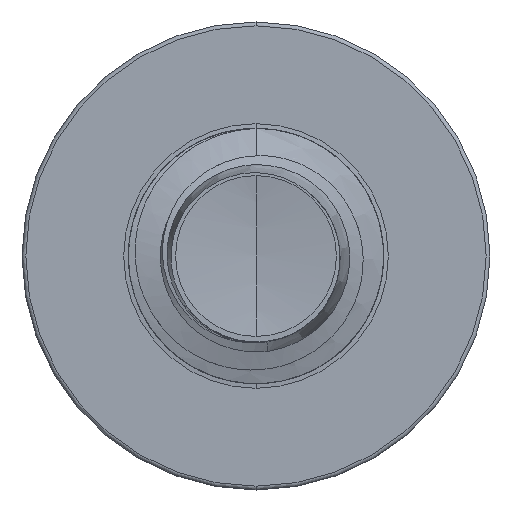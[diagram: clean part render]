
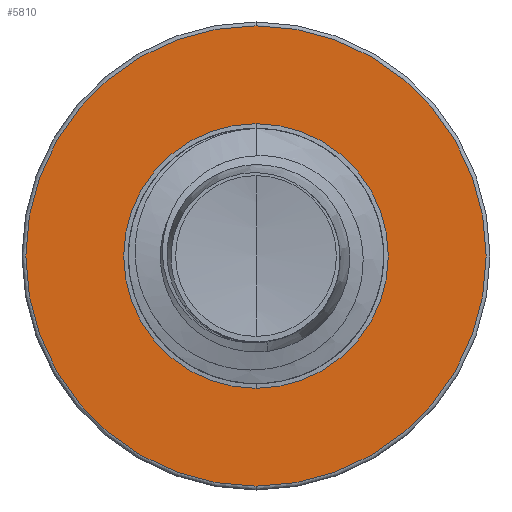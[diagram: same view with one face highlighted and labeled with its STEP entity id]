
A CAD part, front view. The second image highlights one B-rep face of the part: STEP entity #5810.
In plain terms, the highlighted planar face has unit normal (0, -1, 0).
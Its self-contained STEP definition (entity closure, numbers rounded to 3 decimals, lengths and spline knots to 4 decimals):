
#1923 = DIRECTION ( 'NONE',  ( 0., 1., 0. ) ) ;
#2956 = EDGE_CURVE ( 'NONE', #13193, #23709, #10020, .T. ) ;
#3091 = ORIENTED_EDGE ( 'NONE', *, *, #2956, .T. ) ;
#3182 = CARTESIAN_POINT ( 'NONE',  ( 0., 8.5, 0.9332 ) ) ;
#3752 = CARTESIAN_POINT ( 'NONE',  ( 0., 8.5, 0. ) ) ;
#3937 = EDGE_CURVE ( 'NONE', #4738, #27173, #9360, .T. ) ;
#4577 = AXIS2_PLACEMENT_3D ( 'NONE', #24093, #1923, #19246 ) ;
#4580 = CARTESIAN_POINT ( 'NONE',  ( 0., 8.5, 1.623 ) ) ;
#4738 = VERTEX_POINT ( 'NONE', #4580 ) ;
#5810 = ADVANCED_FACE ( 'NONE', ( #7897, #7050 ), #31373, .F. ) ;
#6247 = DIRECTION ( 'NONE',  ( 0., 0., 1. ) ) ;
#7050 = FACE_BOUND ( 'NONE', #19882, .T. ) ;
#7897 = FACE_OUTER_BOUND ( 'NONE', #23301, .T. ) ;
#8694 = DIRECTION ( 'NONE',  ( 0., 1., 0. ) ) ;
#8910 = DIRECTION ( 'NONE',  ( 0., 0., 1. ) ) ;
#8945 = DIRECTION ( 'NONE',  ( 0., 1., 0. ) ) ;
#9101 = CARTESIAN_POINT ( 'NONE',  ( 0., 8.5, 0. ) ) ;
#9360 = CIRCLE ( 'NONE', #10632, 1.623 ) ;
#9835 = DIRECTION ( 'NONE',  ( 0., 1., 0. ) ) ;
#10020 = CIRCLE ( 'NONE', #11644, 0.9332 ) ;
#10632 = AXIS2_PLACEMENT_3D ( 'NONE', #23470, #8694, #25946 ) ;
#11644 = AXIS2_PLACEMENT_3D ( 'NONE', #9101, #8945, #8910 ) ;
#13193 = VERTEX_POINT ( 'NONE', #27352 ) ;
#15613 = ORIENTED_EDGE ( 'NONE', *, *, #19434, .F. ) ;
#17239 = EDGE_CURVE ( 'NONE', #23709, #13193, #26695, .T. ) ;
#19246 = DIRECTION ( 'NONE',  ( 0., 0., 1. ) ) ;
#19434 = EDGE_CURVE ( 'NONE', #27173, #4738, #24385, .T. ) ;
#19882 = EDGE_LOOP ( 'NONE', ( #21480, #3091 ) ) ;
#20257 = AXIS2_PLACEMENT_3D ( 'NONE', #3752, #21058, #6247 ) ;
#21058 = DIRECTION ( 'NONE',  ( 0., 1., 0. ) ) ;
#21480 = ORIENTED_EDGE ( 'NONE', *, *, #17239, .T. ) ;
#21770 = AXIS2_PLACEMENT_3D ( 'NONE', #24614, #9835, #27054 ) ;
#22937 = ORIENTED_EDGE ( 'NONE', *, *, #3937, .F. ) ;
#23301 = EDGE_LOOP ( 'NONE', ( #22937, #15613 ) ) ;
#23470 = CARTESIAN_POINT ( 'NONE',  ( 0., 8.5, 0. ) ) ;
#23709 = VERTEX_POINT ( 'NONE', #3182 ) ;
#24093 = CARTESIAN_POINT ( 'NONE',  ( 0., 8.5, -0.9332 ) ) ;
#24385 = CIRCLE ( 'NONE', #20257, 1.623 ) ;
#24614 = CARTESIAN_POINT ( 'NONE',  ( 0., 8.5, 0. ) ) ;
#25946 = DIRECTION ( 'NONE',  ( 0., 0., 1. ) ) ;
#26695 = CIRCLE ( 'NONE', #21770, 0.9332 ) ;
#27054 = DIRECTION ( 'NONE',  ( 0., 0., 1. ) ) ;
#27173 = VERTEX_POINT ( 'NONE', #27177 ) ;
#27177 = CARTESIAN_POINT ( 'NONE',  ( 0., 8.5, -1.623 ) ) ;
#27352 = CARTESIAN_POINT ( 'NONE',  ( 0., 8.5, -0.9332 ) ) ;
#31373 = PLANE ( 'NONE',  #4577 ) ;
